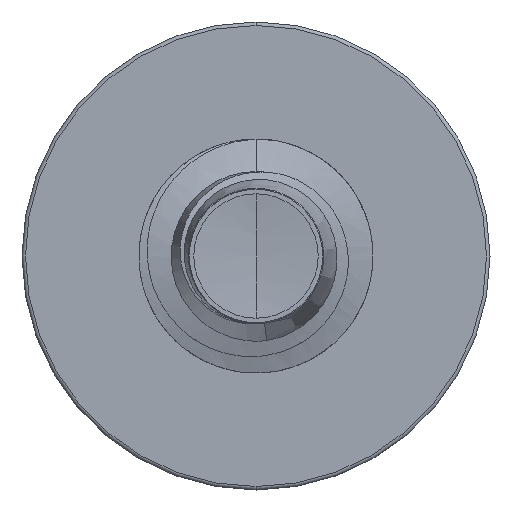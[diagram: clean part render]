
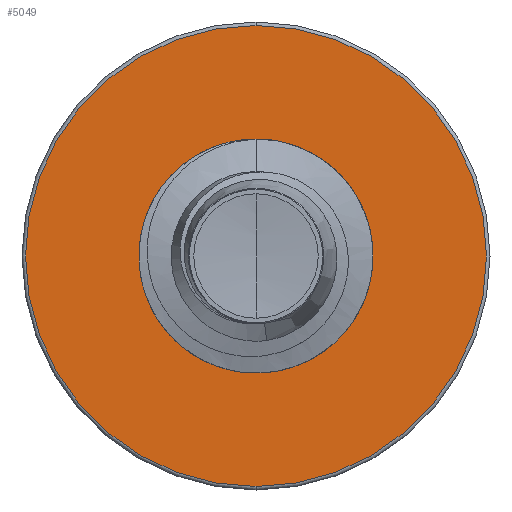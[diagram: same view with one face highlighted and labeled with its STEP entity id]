
A CAD part, front view. The second image highlights one B-rep face of the part: STEP entity #5049.
In plain terms, the highlighted planar face has unit normal (0, -1, 0).
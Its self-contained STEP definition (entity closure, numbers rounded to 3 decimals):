
#592 = VERTEX_POINT ( 'NONE', #4983 ) ;
#998 = AXIS2_PLACEMENT_3D ( 'NONE', #4747, #4739, #4722 ) ;
#1044 = CARTESIAN_POINT ( 'NONE',  ( 0., 3., -0.789 ) ) ;
#1434 = EDGE_CURVE ( 'NONE', #592, #6172, #9172, .T. ) ;
#1922 = CIRCLE ( 'NONE', #6988, 1.576 ) ;
#2052 = CARTESIAN_POINT ( 'NONE',  ( 0., 3., 0.789 ) ) ;
#2612 = EDGE_CURVE ( 'NONE', #7139, #7866, #7776, .T. ) ;
#2664 = ORIENTED_EDGE ( 'NONE', *, *, #1434, .F. ) ;
#2774 = ORIENTED_EDGE ( 'NONE', *, *, #2612, .T. ) ;
#2825 = DIRECTION ( 'NONE',  ( 0., 0., 1. ) ) ;
#2835 = DIRECTION ( 'NONE',  ( 0., 1., 0. ) ) ;
#2849 = CARTESIAN_POINT ( 'NONE',  ( 0., 3., 0. ) ) ;
#2892 = ORIENTED_EDGE ( 'NONE', *, *, #9957, .T. ) ;
#2993 = CIRCLE ( 'NONE', #6650, 0.789 ) ;
#3175 = AXIS2_PLACEMENT_3D ( 'NONE', #8905, #5211, #5235 ) ;
#3248 = EDGE_LOOP ( 'NONE', ( #8017, #2664 ) ) ;
#4377 = EDGE_CURVE ( 'NONE', #6172, #592, #1922, .T. ) ;
#4722 = DIRECTION ( 'NONE',  ( 0., 0., 1. ) ) ;
#4739 = DIRECTION ( 'NONE',  ( 0., 1., 0. ) ) ;
#4747 = CARTESIAN_POINT ( 'NONE',  ( 0., 3., 0. ) ) ;
#4983 = CARTESIAN_POINT ( 'NONE',  ( 0., 3., -1.576 ) ) ;
#5049 = ADVANCED_FACE ( 'NONE', ( #9108, #7338 ), #8053, .F. ) ;
#5211 = DIRECTION ( 'NONE',  ( 0., 1., 0. ) ) ;
#5235 = DIRECTION ( 'NONE',  ( 0., 0., 1. ) ) ;
#5517 = CARTESIAN_POINT ( 'NONE',  ( 0., 3., 1.576 ) ) ;
#6172 = VERTEX_POINT ( 'NONE', #5517 ) ;
#6650 = AXIS2_PLACEMENT_3D ( 'NONE', #2849, #2835, #2825 ) ;
#6988 = AXIS2_PLACEMENT_3D ( 'NONE', #7332, #7328, #7317 ) ;
#7139 = VERTEX_POINT ( 'NONE', #2052 ) ;
#7165 = AXIS2_PLACEMENT_3D ( 'NONE', #9388, #8968, #9400 ) ;
#7317 = DIRECTION ( 'NONE',  ( 0., 0., 1. ) ) ;
#7328 = DIRECTION ( 'NONE',  ( 0., 1., 0. ) ) ;
#7332 = CARTESIAN_POINT ( 'NONE',  ( 0., 3., 0. ) ) ;
#7338 = FACE_BOUND ( 'NONE', #7890, .T. ) ;
#7776 = CIRCLE ( 'NONE', #998, 0.789 ) ;
#7866 = VERTEX_POINT ( 'NONE', #1044 ) ;
#7890 = EDGE_LOOP ( 'NONE', ( #2774, #2892 ) ) ;
#8017 = ORIENTED_EDGE ( 'NONE', *, *, #4377, .F. ) ;
#8053 = PLANE ( 'NONE',  #7165 ) ;
#8905 = CARTESIAN_POINT ( 'NONE',  ( 0., 3., 0. ) ) ;
#8968 = DIRECTION ( 'NONE',  ( 0., 1., 0. ) ) ;
#9108 = FACE_OUTER_BOUND ( 'NONE', #3248, .T. ) ;
#9172 = CIRCLE ( 'NONE', #3175, 1.576 ) ;
#9388 = CARTESIAN_POINT ( 'NONE',  ( 0., 3., -0.789 ) ) ;
#9400 = DIRECTION ( 'NONE',  ( 0., 0., 1. ) ) ;
#9957 = EDGE_CURVE ( 'NONE', #7866, #7139, #2993, .T. ) ;
